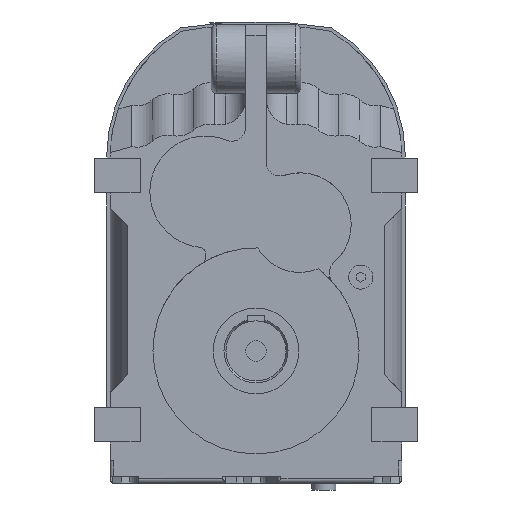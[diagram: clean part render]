
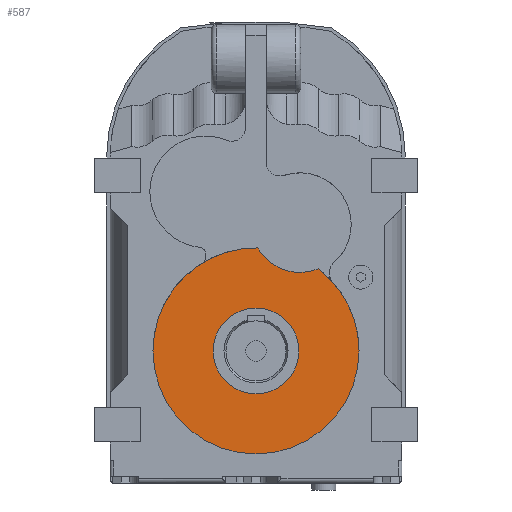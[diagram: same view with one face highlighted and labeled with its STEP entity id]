
A CAD part, left-side view. The second image highlights one B-rep face of the part: STEP entity #587.
In plain terms, the highlighted planar face has unit normal (-1, 0, 0).
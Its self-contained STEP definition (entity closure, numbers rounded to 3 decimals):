
#587=ADVANCED_FACE('NONE',(#1413,#1414),#1415,.F.);
#1413=FACE_BOUND('',#2478,.T.);
#1414=FACE_OUTER_BOUND('',#2479,.T.);
#1415=PLANE('',#2480);
#2478=EDGE_LOOP('',(#4367,#4368));
#2479=EDGE_LOOP('',(#4369,#4370,#4371,#4372));
#2480=AXIS2_PLACEMENT_3D('',#4373,#4374,#4375);
#4367=ORIENTED_EDGE('',*,*,#6619,.T.);
#4368=ORIENTED_EDGE('',*,*,#6604,.T.);
#4369=ORIENTED_EDGE('',*,*,#6976,.F.);
#4370=ORIENTED_EDGE('',*,*,#6995,.F.);
#4371=ORIENTED_EDGE('',*,*,#6996,.F.);
#4372=ORIENTED_EDGE('',*,*,#6997,.F.);
#4373=CARTESIAN_POINT('',(0.0,0.0,0.0));
#4374=DIRECTION('',(1.0,0.0,0.0));
#4375=DIRECTION('',(0.0,-0.0,-1.0));
#6604=EDGE_CURVE('',#7942,#7939,#7943,.T.);
#6619=EDGE_CURVE('',#7939,#7942,#7963,.T.);
#6976=EDGE_CURVE('NONE',#8523,#8525,#8526,.T.);
#6995=EDGE_CURVE('NONE',#8548,#8523,#8549,.T.);
#6996=EDGE_CURVE('NONE',#8550,#8548,#8551,.T.);
#6997=EDGE_CURVE('NONE',#8525,#8550,#8552,.T.);
#7939=VERTEX_POINT('',#9870);
#7942=VERTEX_POINT('',#9874);
#7943=CIRCLE('',#9875,25.0);
#7963=CIRCLE('',#9898,25.0);
#8523=VERTEX_POINT('NONE',#10753);
#8525=VERTEX_POINT('NONE',#10756);
#8526=CIRCLE('',#10757,28.0);
#8548=VERTEX_POINT('NONE',#10797);
#8549=CIRCLE('',#10798,60.0);
#8550=VERTEX_POINT('NONE',#10799);
#8551=CIRCLE('',#10800,60.0);
#8552=CIRCLE('',#10801,60.0);
#9870=CARTESIAN_POINT('',(0.0,25.0,0.));
#9874=CARTESIAN_POINT('',(0.0,-25.0,0.));
#9875=AXIS2_PLACEMENT_3D('',#12894,#12895,#12896);
#9898=AXIS2_PLACEMENT_3D('',#12921,#12922,#12923);
#10753=CARTESIAN_POINT('',(0.0,-1.063,59.991));
#10756=CARTESIAN_POINT('',(0.0,-36.181,47.864));
#10757=AXIS2_PLACEMENT_3D('',#13336,#13337,#13338);
#10797=CARTESIAN_POINT('',(0.0,60.0,0.));
#10798=AXIS2_PLACEMENT_3D('',#13363,#13364,#13365);
#10799=CARTESIAN_POINT('',(0.0,-60.0,0.0));
#10800=AXIS2_PLACEMENT_3D('',#13366,#13367,#13368);
#10801=AXIS2_PLACEMENT_3D('',#13369,#13370,#13371);
#12894=CARTESIAN_POINT('',(0.0,0.0,0.0));
#12895=DIRECTION('',(1.0,0.0,0.0));
#12896=DIRECTION('',(0.0,-1.0,0.0));
#12921=CARTESIAN_POINT('',(0.0,0.0,0.0));
#12922=DIRECTION('',(1.0,0.0,0.0));
#12923=DIRECTION('',(0.0,-1.0,0.0));
#13336=CARTESIAN_POINT('',(0.0,-25.46,73.73));
#13337=DIRECTION('',(-1.0,0.0,0.0));
#13338=DIRECTION('',(0.0,-1.0,0.0));
#13363=CARTESIAN_POINT('',(0.0,0.0,0.0));
#13364=DIRECTION('',(1.0,0.0,0.0));
#13365=DIRECTION('',(0.0,1.0,0.0));
#13366=CARTESIAN_POINT('',(0.0,0.0,0.0));
#13367=DIRECTION('',(1.0,0.0,0.0));
#13368=DIRECTION('',(0.0,1.0,0.0));
#13369=CARTESIAN_POINT('',(0.0,0.0,0.0));
#13370=DIRECTION('',(1.0,0.0,0.0));
#13371=DIRECTION('',(0.0,1.0,0.0));
